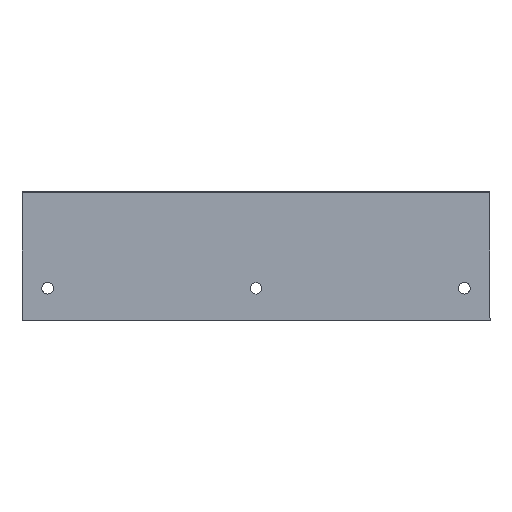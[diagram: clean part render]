
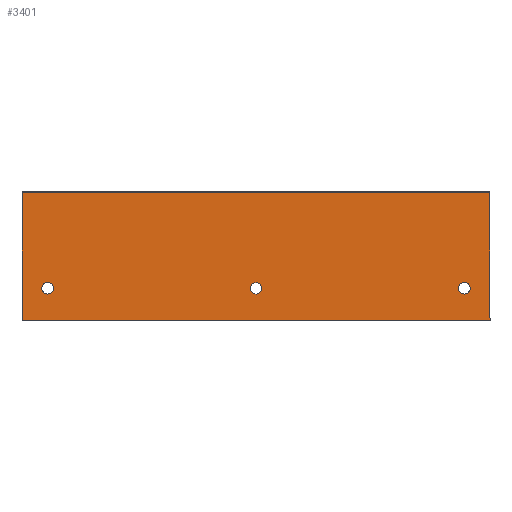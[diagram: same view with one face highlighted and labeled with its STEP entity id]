
A CAD part, top view. The second image highlights one B-rep face of the part: STEP entity #3401.
In plain terms, the highlighted face is planar.
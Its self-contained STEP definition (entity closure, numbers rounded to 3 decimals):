
#124=FACE_BOUND('',#522,.T.);
#125=FACE_BOUND('',#523,.T.);
#126=FACE_BOUND('',#524,.T.);
#158=CIRCLE('',#3624,1.8);
#160=CIRCLE('',#3627,1.8);
#162=CIRCLE('',#3630,1.8);
#306=FACE_OUTER_BOUND('',#521,.T.);
#521=EDGE_LOOP('',(#2356,#2357,#2358,#2359));
#522=EDGE_LOOP('',(#2360));
#523=EDGE_LOOP('',(#2361));
#524=EDGE_LOOP('',(#2362));
#766=LINE('',#5117,#1129);
#783=LINE('',#5151,#1146);
#784=LINE('',#5153,#1147);
#785=LINE('',#5154,#1148);
#1129=VECTOR('',#4055,1000.);
#1146=VECTOR('',#4084,1000.);
#1147=VECTOR('',#4085,1000.);
#1148=VECTOR('',#4086,1000.);
#1482=VERTEX_POINT('',#5060);
#1484=VERTEX_POINT('',#5066);
#1486=VERTEX_POINT('',#5072);
#1500=VERTEX_POINT('',#5114);
#1501=VERTEX_POINT('',#5116);
#1512=VERTEX_POINT('',#5150);
#1513=VERTEX_POINT('',#5152);
#1789=EDGE_CURVE('',#1482,#1482,#158,.T.);
#1792=EDGE_CURVE('',#1484,#1484,#160,.T.);
#1795=EDGE_CURVE('',#1486,#1486,#162,.T.);
#1816=EDGE_CURVE('',#1500,#1501,#766,.T.);
#1833=EDGE_CURVE('',#1500,#1512,#783,.T.);
#1834=EDGE_CURVE('',#1512,#1513,#784,.T.);
#1835=EDGE_CURVE('',#1501,#1513,#785,.T.);
#2356=ORIENTED_EDGE('',*,*,#1833,.T.);
#2357=ORIENTED_EDGE('',*,*,#1834,.T.);
#2358=ORIENTED_EDGE('',*,*,#1835,.F.);
#2359=ORIENTED_EDGE('',*,*,#1816,.F.);
#2360=ORIENTED_EDGE('',*,*,#1789,.T.);
#2361=ORIENTED_EDGE('',*,*,#1792,.T.);
#2362=ORIENTED_EDGE('',*,*,#1795,.T.);
#3274=PLANE('',#3651);
#3401=ADVANCED_FACE('',(#306,#124,#125,#126),#3274,.F.);
#3624=AXIS2_PLACEMENT_3D('',#5061,#3996,#3997);
#3627=AXIS2_PLACEMENT_3D('',#5067,#4003,#4004);
#3630=AXIS2_PLACEMENT_3D('',#5073,#4010,#4011);
#3651=AXIS2_PLACEMENT_3D('',#5149,#4082,#4083);
#3996=DIRECTION('center_axis',(0.,1.,0.));
#3997=DIRECTION('ref_axis',(0.,0.,1.));
#4003=DIRECTION('center_axis',(0.,1.,0.));
#4004=DIRECTION('ref_axis',(0.,0.,1.));
#4010=DIRECTION('center_axis',(0.,1.,0.));
#4011=DIRECTION('ref_axis',(0.,0.,1.));
#4055=DIRECTION('',(-1.,0.,0.));
#4082=DIRECTION('center_axis',(0.,1.,0.));
#4083=DIRECTION('ref_axis',(0.,0.,1.));
#4084=DIRECTION('',(0.,0.,1.));
#4085=DIRECTION('',(-1.,0.,0.));
#4086=DIRECTION('',(0.,0.,1.));
#5060=CARTESIAN_POINT('',(-65.,5.,193.2));
#5061=CARTESIAN_POINT('Origin',(-65.,5.,195.));
#5066=CARTESIAN_POINT('',(0.,5.,193.2));
#5067=CARTESIAN_POINT('Origin',(0.,5.,195.));
#5072=CARTESIAN_POINT('',(65.,5.,193.2));
#5073=CARTESIAN_POINT('Origin',(65.,5.,195.));
#5114=CARTESIAN_POINT('',(72.986,5.,185.));
#5116=CARTESIAN_POINT('',(-72.986,5.,185.));
#5117=CARTESIAN_POINT('',(-185.,5.,185.));
#5149=CARTESIAN_POINT('Origin',(0.,5.,0.));
#5150=CARTESIAN_POINT('',(72.986,5.,224.782));
#5151=CARTESIAN_POINT('',(72.986,5.,0.));
#5152=CARTESIAN_POINT('',(-72.986,5.,224.782));
#5153=CARTESIAN_POINT('',(0.,5.,224.782));
#5154=CARTESIAN_POINT('',(-72.986,5.,0.));
